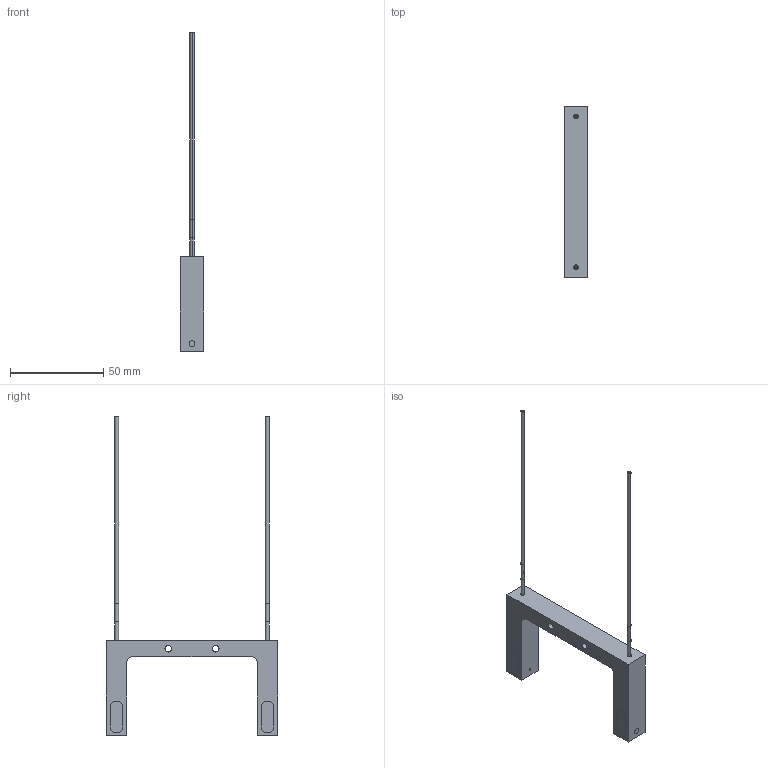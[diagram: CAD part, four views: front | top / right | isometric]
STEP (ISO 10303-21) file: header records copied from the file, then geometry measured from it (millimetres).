
FILE_DESCRIPTION((''),'2;1');
FILE_NAME('193953_ASM','2016-03-09T',('pdmadmin'),(''),'PRO/ENGINEER BY PARAMETRIC TECHNOLOGY CORPORATION, 2013230','PRO/ENGINEER BY PARAMETRIC TECHNOLOGY CORPORATION, 2013230','');
FILE_SCHEMA(('CONFIG_CONTROL_DESIGN'));
Length unit declared in the file: inch
Products named in the file (6): 111032; 51022; 70776_ASM; 111032_POTTING_A; 111032_POTTING_B; 193953_ASM
Assembly tree (6 placements, depth 3):
  193953_ASM
    70776_ASM
      111032
      51022  x2
    111032_POTTING_A
    111032_POTTING_B
Bounding box: 12.7 x 91.95 x 170.8 mm (x, y, z)
Volume: 22341.2 mm3; surface area: 13233.6 mm2
Topology: 5 solids, 7 shells, 102 faces, 272 edges, 176 vertices
Faces by surface type: cylinder 54, plane 40, bspline 8
Entity records: 3313 total; most frequent: CARTESIAN_POINT 819, DIRECTION 522, ORIENTED_EDGE 484, EDGE_CURVE 244, AXIS2_PLACEMENT_3D 197, VERTEX_POINT 160, VECTOR 128, LINE 128
